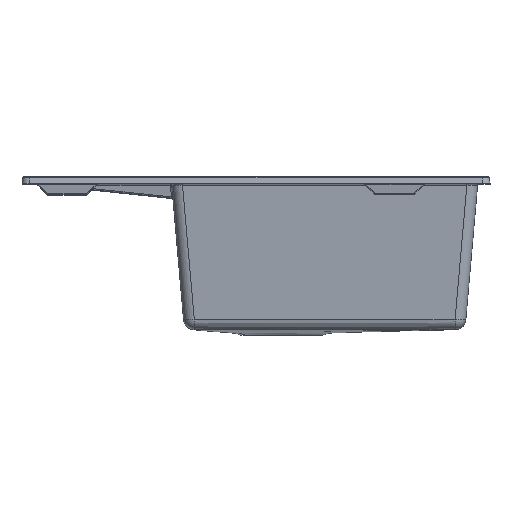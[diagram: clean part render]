
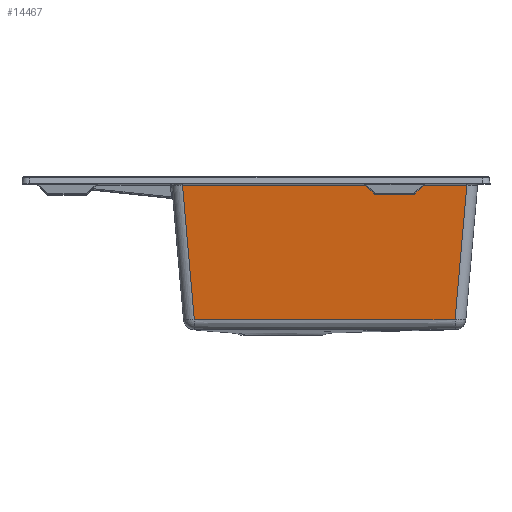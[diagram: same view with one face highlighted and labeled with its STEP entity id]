
A CAD part, top view. The second image highlights one B-rep face of the part: STEP entity #14467.
In plain terms, the highlighted planar face has unit normal (0, -0.087, 0.996).
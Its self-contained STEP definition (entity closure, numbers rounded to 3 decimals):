
#22 = DIRECTION ( 'NONE',  ( 0.087, 0.992, 0.087 ) ) ;
#343 = CARTESIAN_POINT ( 'NONE',  ( 307.663, -11.826, 167.375 ) ) ;
#514 = VECTOR ( 'NONE', #12459, 1000. ) ;
#933 = EDGE_CURVE ( 'NONE', #3444, #6638, #10119, .T. ) ;
#1131 = CARTESIAN_POINT ( 'NONE',  ( 65.141, -198.677, 151.028 ) ) ;
#1409 = ORIENTED_EDGE ( 'NONE', *, *, #7201, .T. ) ;
#2392 = CARTESIAN_POINT ( 'NONE',  ( -85.647, -198.335, 151.058 ) ) ;
#3312 = VECTOR ( 'NONE', #12013, 1000. ) ;
#3444 = VERTEX_POINT ( 'NONE', #15175 ) ;
#3526 = CARTESIAN_POINT ( 'NONE',  ( 155.614, -198.523, 151.041 ) ) ;
#3772 = DIRECTION ( 'NONE',  ( 0., 0.996, 0.087 ) ) ;
#4467 = LINE ( 'NONE', #14404, #3312 ) ;
#4864 = CARTESIAN_POINT ( 'NONE',  ( 292.833, -8.712, 167.648 ) ) ;
#4995 = CARTESIAN_POINT ( 'NONE',  ( -101.964, -11.826, 167.375 ) ) ;
#5473 = ORIENTED_EDGE ( 'NONE', *, *, #8955, .T. ) ;
#6638 = VERTEX_POINT ( 'NONE', #6674 ) ;
#6674 = CARTESIAN_POINT ( 'NONE',  ( 276.245, -198.314, 151.06 ) ) ;
#7201 = EDGE_CURVE ( 'NONE', #6638, #11529, #12363, .T. ) ;
#7580 = EDGE_LOOP ( 'NONE', ( #1409, #14919, #5473, #12020 ) ) ;
#8288 = LINE ( 'NONE', #343, #514 ) ;
#8322 = CARTESIAN_POINT ( 'NONE',  ( 215.93, -198.409, 151.051 ) ) ;
#8374 = CARTESIAN_POINT ( 'NONE',  ( 34.984, -198.685, 151.027 ) ) ;
#8467 = CARTESIAN_POINT ( 'NONE',  ( 80.22, -198.66, 151.029 ) ) ;
#8955 = EDGE_CURVE ( 'NONE', #9248, #3444, #4467, .T. ) ;
#9248 = VERTEX_POINT ( 'NONE', #4995 ) ;
#9815 = PLANE ( 'NONE',  #14674 ) ;
#10119 = B_SPLINE_CURVE_WITH_KNOTS ( 'NONE', 3,
 ( #2392, #14305, #15574, #15525, #8374, #1131, #8467, #13144, #3526, #8322, #11869, #12059 ),
 .UNSPECIFIED., .F., .F.,
 ( 4, 2, 2, 2, 2, 4 ),
 ( 0., 0.09, 0.136, 0.181, 0.271, 0.362 ),
 .UNSPECIFIED. ) ;
#11054 = EDGE_CURVE ( 'NONE', #11529, #9248, #8288, .T. ) ;
#11529 = VERTEX_POINT ( 'NONE', #12753 ) ;
#11869 = CARTESIAN_POINT ( 'NONE',  ( 246.087, -198.358, 151.056 ) ) ;
#12013 = DIRECTION ( 'NONE',  ( 0.087, -0.992, -0.087 ) ) ;
#12020 = ORIENTED_EDGE ( 'NONE', *, *, #933, .T. ) ;
#12059 = CARTESIAN_POINT ( 'NONE',  ( 276.245, -198.314, 151.06 ) ) ;
#12218 = DIRECTION ( 'NONE',  ( 0., 0.087, -0.996 ) ) ;
#12363 = LINE ( 'NONE', #4864, #13889 ) ;
#12459 = DIRECTION ( 'NONE',  ( -1., 0., 0. ) ) ;
#12753 = CARTESIAN_POINT ( 'NONE',  ( 292.561, -11.826, 167.375 ) ) ;
#13144 = CARTESIAN_POINT ( 'NONE',  ( 125.457, -198.59, 151.036 ) ) ;
#13363 = FACE_OUTER_BOUND ( 'NONE', #7580, .T. ) ;
#13889 = VECTOR ( 'NONE', #22, 1000. ) ;
#14305 = CARTESIAN_POINT ( 'NONE',  ( -55.489, -198.492, 151.044 ) ) ;
#14404 = CARTESIAN_POINT ( 'NONE',  ( -99.035, -45.311, 164.446 ) ) ;
#14467 = ADVANCED_FACE ( 'NONE', ( #13363 ), #9815, .F. ) ;
#14674 = AXIS2_PLACEMENT_3D ( 'NONE', #14815, #12218, #3772 ) ;
#14815 = CARTESIAN_POINT ( 'NONE',  ( 307.663, -10., 167.535 ) ) ;
#14919 = ORIENTED_EDGE ( 'NONE', *, *, #11054, .T. ) ;
#15175 = CARTESIAN_POINT ( 'NONE',  ( -85.647, -198.335, 151.058 ) ) ;
#15525 = CARTESIAN_POINT ( 'NONE',  ( 19.905, -198.676, 151.028 ) ) ;
#15574 = CARTESIAN_POINT ( 'NONE',  ( -25.332, -198.601, 151.035 ) ) ;
